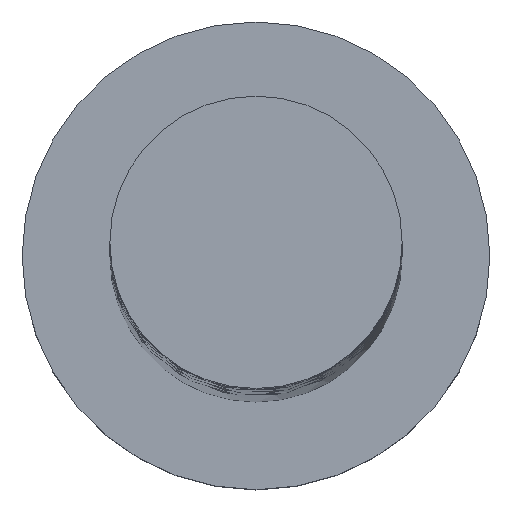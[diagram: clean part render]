
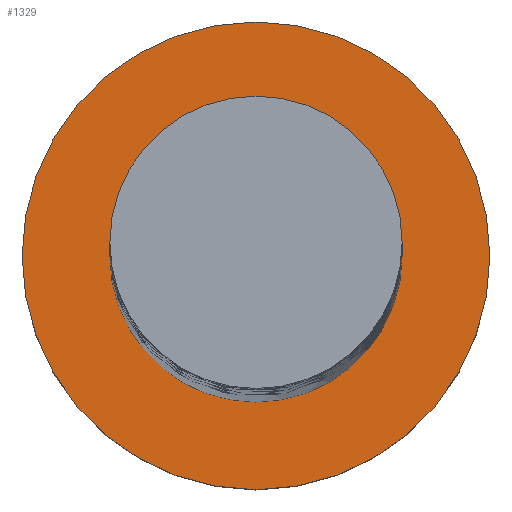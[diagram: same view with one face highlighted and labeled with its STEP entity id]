
A CAD part, top view. The second image highlights one B-rep face of the part: STEP entity #1329.
In plain terms, the highlighted planar face has unit normal (0, 0, 1).
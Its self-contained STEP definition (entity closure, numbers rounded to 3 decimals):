
#139 = CARTESIAN_POINT ( 'NONE',  ( 8., 0., 5. ) ) ;
#196 = AXIS2_PLACEMENT_3D ( 'NONE', #682, #672, #1285 ) ;
#200 = EDGE_CURVE ( 'NONE', #529, #546, #383, .T. ) ;
#235 = DIRECTION ( 'NONE',  ( 1., 0., 0. ) ) ;
#383 = CIRCLE ( 'NONE', #1094, 8. ) ;
#475 = ORIENTED_EDGE ( 'NONE', *, *, #200, .T. ) ;
#515 = PLANE ( 'NONE',  #196 ) ;
#517 = CARTESIAN_POINT ( 'NONE',  ( 0., 0., 5. ) ) ;
#529 = VERTEX_POINT ( 'NONE', #139 ) ;
#546 = VERTEX_POINT ( 'NONE', #1910 ) ;
#547 = AXIS2_PLACEMENT_3D ( 'NONE', #1266, #1113, #634 ) ;
#634 = DIRECTION ( 'NONE',  ( 1., 0., 0. ) ) ;
#642 = CIRCLE ( 'NONE', #804, 8. ) ;
#668 = CARTESIAN_POINT ( 'NONE',  ( -5., 0., 5. ) ) ;
#672 = DIRECTION ( 'NONE',  ( 0., 0., 1. ) ) ;
#682 = CARTESIAN_POINT ( 'NONE',  ( 0., 0., 5. ) ) ;
#712 = ORIENTED_EDGE ( 'NONE', *, *, #1717, .F. ) ;
#723 = DIRECTION ( 'NONE',  ( 1., 0., 0. ) ) ;
#797 = VERTEX_POINT ( 'NONE', #668 ) ;
#804 = AXIS2_PLACEMENT_3D ( 'NONE', #1746, #1897, #723 ) ;
#823 = FACE_OUTER_BOUND ( 'NONE', #944, .T. ) ;
#835 = FACE_BOUND ( 'NONE', #953, .T. ) ;
#944 = EDGE_LOOP ( 'NONE', ( #1588, #475 ) ) ;
#945 = EDGE_CURVE ( 'NONE', #1302, #797, #1580, .T. ) ;
#953 = EDGE_LOOP ( 'NONE', ( #712, #1397 ) ) ;
#1094 = AXIS2_PLACEMENT_3D ( 'NONE', #1765, #1473, #1350 ) ;
#1113 = DIRECTION ( 'NONE',  ( 0., 0., 1. ) ) ;
#1156 = CIRCLE ( 'NONE', #1830, 5. ) ;
#1266 = CARTESIAN_POINT ( 'NONE',  ( 0., 0., 5. ) ) ;
#1280 = DIRECTION ( 'NONE',  ( 0., 0., 1. ) ) ;
#1285 = DIRECTION ( 'NONE',  ( 1., 0., 0. ) ) ;
#1302 = VERTEX_POINT ( 'NONE', #1845 ) ;
#1329 = ADVANCED_FACE ( 'NONE', ( #835, #823 ), #515, .T. ) ;
#1350 = DIRECTION ( 'NONE',  ( 1., 0., 0. ) ) ;
#1397 = ORIENTED_EDGE ( 'NONE', *, *, #945, .F. ) ;
#1473 = DIRECTION ( 'NONE',  ( 0., 0., 1. ) ) ;
#1580 = CIRCLE ( 'NONE', #547, 5. ) ;
#1588 = ORIENTED_EDGE ( 'NONE', *, *, #1784, .T. ) ;
#1717 = EDGE_CURVE ( 'NONE', #797, #1302, #1156, .T. ) ;
#1746 = CARTESIAN_POINT ( 'NONE',  ( 0., 0., 5. ) ) ;
#1765 = CARTESIAN_POINT ( 'NONE',  ( 0., 0., 5. ) ) ;
#1784 = EDGE_CURVE ( 'NONE', #546, #529, #642, .T. ) ;
#1830 = AXIS2_PLACEMENT_3D ( 'NONE', #517, #1280, #235 ) ;
#1845 = CARTESIAN_POINT ( 'NONE',  ( 5., 0., 5. ) ) ;
#1897 = DIRECTION ( 'NONE',  ( 0., 0., 1. ) ) ;
#1910 = CARTESIAN_POINT ( 'NONE',  ( -8., 0., 5. ) ) ;
